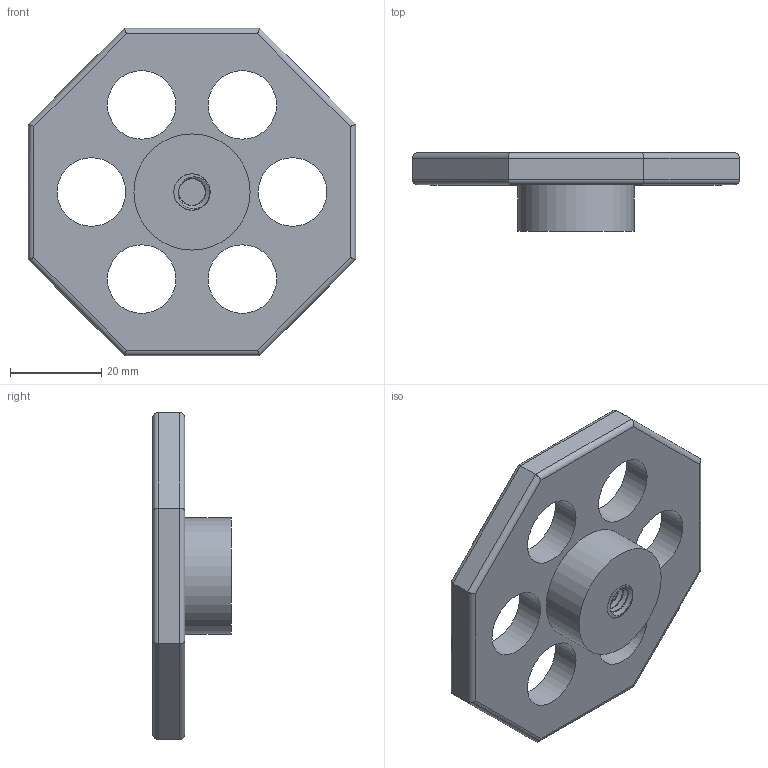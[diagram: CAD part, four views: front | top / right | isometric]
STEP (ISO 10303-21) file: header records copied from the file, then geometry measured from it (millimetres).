
FILE_DESCRIPTION(/* description */ (''),/* implementation_level */ '2;1');
FILE_NAME(/* name */ 'Tensile_test_OV-PAM_standard_top.stp',/* time_stamp */ '2023-09-07T11:25:53+09:00',/* author */ ('jsw'),/* organization */ (''),/* preprocessor_version */ 'ST-DEVELOPER v19.2',/* originating_system */ 'Autodesk Inventor 2024',/* authorisation */ '');
FILE_SCHEMA (('AUTOMOTIVE_DESIGN { 1 0 10303 214 3 1 1 }'));
Length unit declared in the file: millimetre
Products named in the file (1): OV-PAM_top_2
Bounding box: 71.58 x 17.16 x 71.58 mm (x, y, z)
Volume: 24961.1 mm3; surface area: 11742.5 mm2
Topology: 2 solids, 2 shells, 71 faces, 173 edges, 110 vertices
Faces by surface type: cylinder 33, plane 32, bspline 6
Full cylindrical faces by diameter (mm): 5.845 x6, 7.938 x2, 15 x6, 25.4 x1
Entity records: 5643 total; most frequent: CARTESIAN_POINT 3957, ORIENTED_EDGE 346, DIRECTION 308, EDGE_CURVE 173, VERTEX_POINT 110, LINE 104, VECTOR 104, AXIS2_PLACEMENT_3D 102
